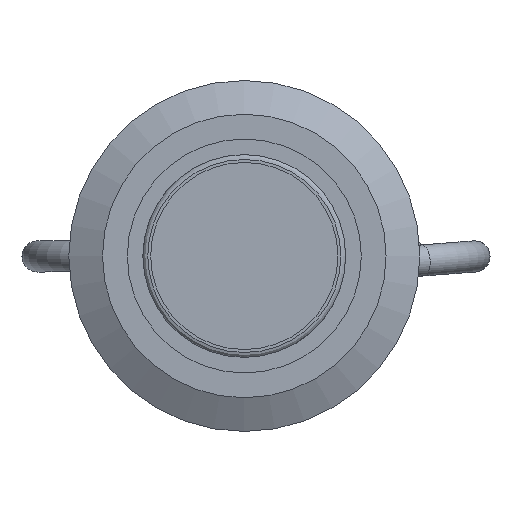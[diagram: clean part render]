
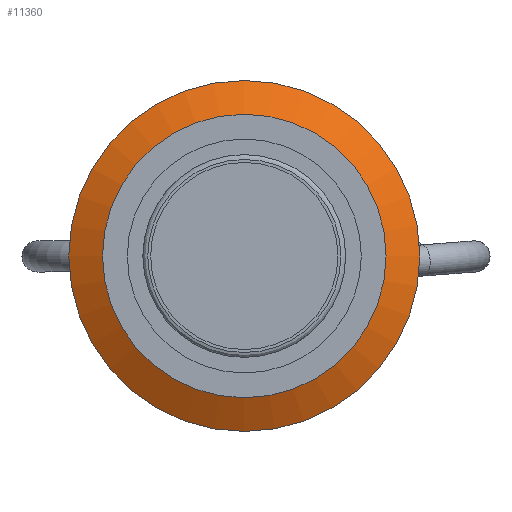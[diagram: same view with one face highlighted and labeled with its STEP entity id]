
A CAD part, front view. The second image highlights one B-rep face of the part: STEP entity #11360.
In plain terms, the highlighted conical face has half-angle 62.5 degrees and reference radius 8.136 mm.
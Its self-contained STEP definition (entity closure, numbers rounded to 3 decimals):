
#56=CONICAL_SURFACE('',#12472,8.136,1.091);
#1468=FACE_OUTER_BOUND('',#2156,.T.);
#2156=EDGE_LOOP('',(#10566,#10567,#10568,#10569,#10570,#10571));
#3101=LINE('',#20716,#4034);
#4034=VECTOR('',#15603,8.136);
#4485=CIRCLE('',#12462,9.);
#4487=CIRCLE('',#12464,9.);
#4490=CIRCLE('',#12469,7.271);
#4491=CIRCLE('',#12470,7.271);
#5588=VERTEX_POINT('',#20696);
#5589=VERTEX_POINT('',#20697);
#5593=VERTEX_POINT('',#20709);
#5594=VERTEX_POINT('',#20710);
#7250=EDGE_CURVE('',#5588,#5589,#4485,.T.);
#7253=EDGE_CURVE('',#5589,#5588,#4487,.T.);
#7256=EDGE_CURVE('',#5593,#5594,#4490,.T.);
#7257=EDGE_CURVE('',#5594,#5593,#4491,.T.);
#7259=EDGE_CURVE('',#5588,#5594,#3101,.T.);
#10566=ORIENTED_EDGE('',*,*,#7250,.F.);
#10567=ORIENTED_EDGE('',*,*,#7259,.T.);
#10568=ORIENTED_EDGE('',*,*,#7256,.F.);
#10569=ORIENTED_EDGE('',*,*,#7257,.F.);
#10570=ORIENTED_EDGE('',*,*,#7259,.F.);
#10571=ORIENTED_EDGE('',*,*,#7253,.F.);
#11360=ADVANCED_FACE('',(#1468),#56,.T.);
#12462=AXIS2_PLACEMENT_3D('',#20698,#15580,#15581);
#12464=AXIS2_PLACEMENT_3D('',#20702,#15585,#15586);
#12469=AXIS2_PLACEMENT_3D('',#20711,#15595,#15596);
#12470=AXIS2_PLACEMENT_3D('',#20712,#15597,#15598);
#12472=AXIS2_PLACEMENT_3D('',#20715,#15601,#15602);
#15580=DIRECTION('center_axis',(0.,1.,0.));
#15581=DIRECTION('ref_axis',(1.,0.,0.));
#15585=DIRECTION('center_axis',(0.,1.,0.));
#15586=DIRECTION('ref_axis',(1.,0.,0.));
#15595=DIRECTION('center_axis',(0.,-1.,0.));
#15596=DIRECTION('ref_axis',(0.,0.,
1.));
#15597=DIRECTION('center_axis',(0.,-1.,0.));
#15598=DIRECTION('ref_axis',(0.,0.,
1.));
#15601=DIRECTION('center_axis',(0.,1.,0.));
#15602=DIRECTION('ref_axis',(0.,0.,
1.));
#15603=DIRECTION('',(0.,-0.462,0.887));
#20696=CARTESIAN_POINT('',(0.,-36.4,-9.));
#20697=CARTESIAN_POINT('',(-9.,-36.4,0.));
#20698=CARTESIAN_POINT('Origin',(0.,-36.4,
0.));
#20702=CARTESIAN_POINT('Origin',(0.,-36.4,
0.));
#20709=CARTESIAN_POINT('',(0.,-37.3,7.271));
#20710=CARTESIAN_POINT('',(0.,-37.3,-7.271));
#20711=CARTESIAN_POINT('Origin',(0.,-37.3,
0.));
#20712=CARTESIAN_POINT('Origin',(0.,-37.3,
0.));
#20715=CARTESIAN_POINT('Origin',(0.,-36.85,
0.));
#20716=CARTESIAN_POINT('',(0.,-36.85,-8.136));
